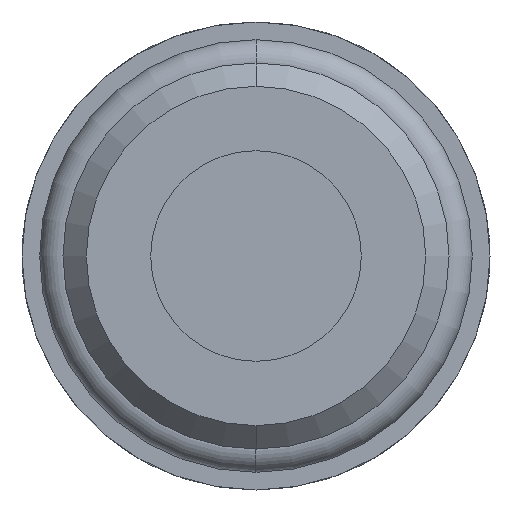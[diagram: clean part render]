
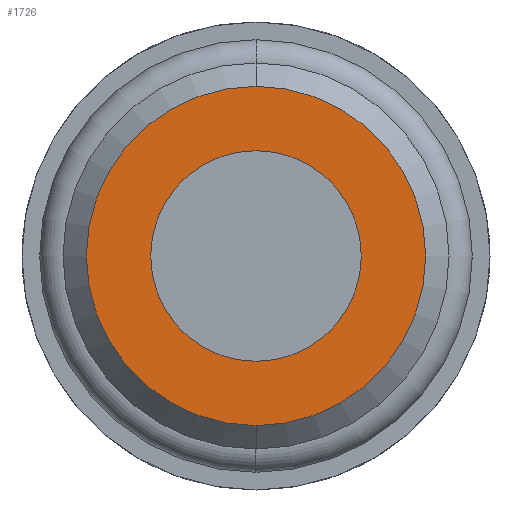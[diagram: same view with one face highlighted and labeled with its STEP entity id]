
A CAD part, front view. The second image highlights one B-rep face of the part: STEP entity #1726.
In plain terms, the highlighted planar face has unit normal (0, -1, 0).
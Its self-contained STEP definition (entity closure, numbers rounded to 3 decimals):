
#507 = DIRECTION ( 'NONE',  ( 0., 0., -1. ) ) ;
#508 = DIRECTION ( 'NONE',  ( 0., -1., 0. ) ) ;
#509 = CARTESIAN_POINT ( 'NONE',  ( 7., 0., 0. ) ) ;
#510 = AXIS2_PLACEMENT_3D ( 'NONE', #509, #508, #507 ) ;
#519 = DIRECTION ( 'NONE',  ( 0., 0., -1. ) ) ;
#520 = DIRECTION ( 'NONE',  ( 0., -1., 0. ) ) ;
#546 = PLANE ( 'NONE',  #510 ) ;
#547 = FACE_OUTER_BOUND ( 'NONE', #1761, .T. ) ;
#548 = FACE_BOUND ( 'NONE', #1709, .T. ) ;
#568 = CARTESIAN_POINT ( 'NONE',  ( 0., 0., 0. ) ) ;
#569 = AXIS2_PLACEMENT_3D ( 'NONE', #568, #520, #519 ) ;
#570 = CIRCLE ( 'NONE', #569, 4.5 ) ;
#578 = DIRECTION ( 'NONE',  ( 0., 0., -1. ) ) ;
#579 = DIRECTION ( 'NONE',  ( 0., -1., 0. ) ) ;
#580 = CARTESIAN_POINT ( 'NONE',  ( 0., 0., 0. ) ) ;
#581 = AXIS2_PLACEMENT_3D ( 'NONE', #580, #579, #578 ) ;
#582 = CIRCLE ( 'NONE', #581, 7.25 ) ;
#1056 = EDGE_CURVE ( 'NONE', #1057, #1079, #2719, .T. ) ;
#1057 = VERTEX_POINT ( 'NONE', #2697 ) ;
#1079 = VERTEX_POINT ( 'NONE', #2789 ) ;
#1688 = ORIENTED_EDGE ( 'NONE', *, *, #1056, .T. ) ;
#1709 = EDGE_LOOP ( 'NONE', ( #1720, #1736 ) ) ;
#1720 = ORIENTED_EDGE ( 'NONE', *, *, #1732, .F. ) ;
#1721 = ORIENTED_EDGE ( 'NONE', *, *, #1742, .T. ) ;
#1726 = ADVANCED_FACE ( 'NONE', ( #548, #547 ), #546, .T. ) ;
#1732 = EDGE_CURVE ( 'NONE', #2001, #2037, #570, .T. ) ;
#1736 = ORIENTED_EDGE ( 'NONE', *, *, #2040, .F. ) ;
#1742 = EDGE_CURVE ( 'NONE', #1079, #1057, #582, .T. ) ;
#1761 = EDGE_LOOP ( 'NONE', ( #1721, #1688 ) ) ;
#2001 = VERTEX_POINT ( 'NONE', #2183 ) ;
#2037 = VERTEX_POINT ( 'NONE', #2246 ) ;
#2040 = EDGE_CURVE ( 'NONE', #2037, #2001, #2284, .T. ) ;
#2183 = CARTESIAN_POINT ( 'NONE',  ( 0., 0., -4.5 ) ) ;
#2246 = CARTESIAN_POINT ( 'NONE',  ( 0., 0., 4.5 ) ) ;
#2265 = DIRECTION ( 'NONE',  ( 0., 0., -1. ) ) ;
#2282 = CARTESIAN_POINT ( 'NONE',  ( 0., 0., 0. ) ) ;
#2283 = AXIS2_PLACEMENT_3D ( 'NONE', #2282, #2285, #2265 ) ;
#2284 = CIRCLE ( 'NONE', #2283, 4.5 ) ;
#2285 = DIRECTION ( 'NONE',  ( 0., -1., 0. ) ) ;
#2697 = CARTESIAN_POINT ( 'NONE',  ( 0., 0., -7.25 ) ) ;
#2702 = DIRECTION ( 'NONE',  ( 0., 0., -1. ) ) ;
#2703 = DIRECTION ( 'NONE',  ( 0., -1., 0. ) ) ;
#2705 = AXIS2_PLACEMENT_3D ( 'NONE', #2721, #2703, #2702 ) ;
#2719 = CIRCLE ( 'NONE', #2705, 7.25 ) ;
#2721 = CARTESIAN_POINT ( 'NONE',  ( 0., 0., 0. ) ) ;
#2789 = CARTESIAN_POINT ( 'NONE',  ( 0., 0., 7.25 ) ) ;
